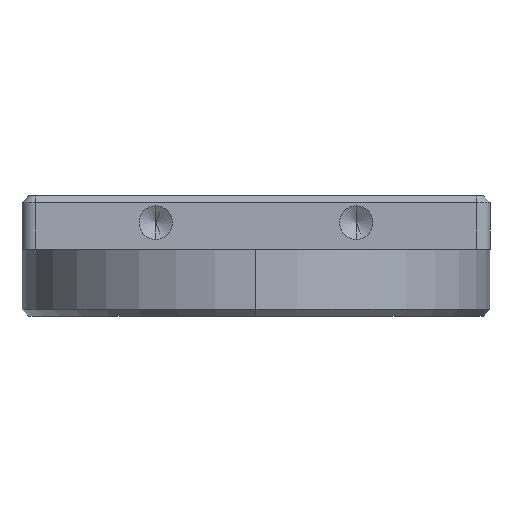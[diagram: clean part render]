
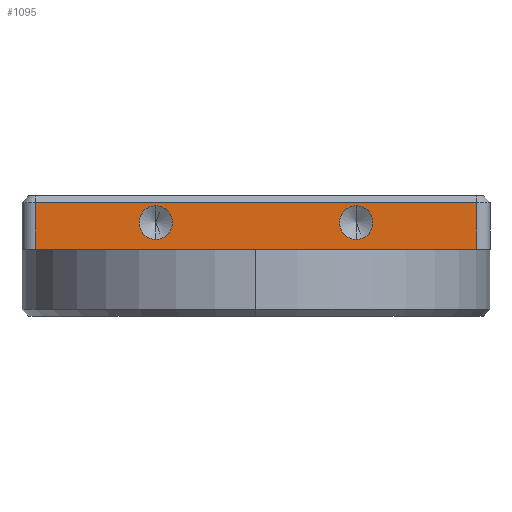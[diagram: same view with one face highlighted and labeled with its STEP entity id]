
A CAD part, left-side view. The second image highlights one B-rep face of the part: STEP entity #1095.
In plain terms, the highlighted planar face has unit normal (-1, 0, 0).
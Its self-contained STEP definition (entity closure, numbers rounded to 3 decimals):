
#3 = EDGE_CURVE ( 'NONE', #1072, #786, #740, .T. ) ;
#23 = EDGE_LOOP ( 'NONE', ( #294, #575, #412, #1089 ) ) ;
#25 = CARTESIAN_POINT ( 'NONE',  ( -35., 7.5, 2. ) ) ;
#48 = CARTESIAN_POINT ( 'NONE',  ( -35., 0., 0. ) ) ;
#50 = AXIS2_PLACEMENT_3D ( 'NONE', #525, #1136, #678 ) ;
#62 = CARTESIAN_POINT ( 'NONE',  ( -35., 7.5, 0.75 ) ) ;
#72 = AXIS2_PLACEMENT_3D ( 'NONE', #923, #100, #1081 ) ;
#98 = DIRECTION ( 'NONE',  ( 1., 0., 0. ) ) ;
#100 = DIRECTION ( 'NONE',  ( -1., 0., 0. ) ) ;
#158 = ORIENTED_EDGE ( 'NONE', *, *, #259, .F. ) ;
#165 = VECTOR ( 'NONE', #1019, 1000. ) ;
#175 = CARTESIAN_POINT ( 'NONE',  ( -35., -16.5, 3.5 ) ) ;
#183 = VERTEX_POINT ( 'NONE', #1134 ) ;
#187 = AXIS2_PLACEMENT_3D ( 'NONE', #25, #1045, #756 ) ;
#195 = ORIENTED_EDGE ( 'NONE', *, *, #3, .F. ) ;
#220 = LINE ( 'NONE', #669, #165 ) ;
#236 = CARTESIAN_POINT ( 'NONE',  ( -35., -7.5, 0.75 ) ) ;
#255 = VERTEX_POINT ( 'NONE', #844 ) ;
#259 = EDGE_CURVE ( 'NONE', #786, #1072, #704, .T. ) ;
#287 = ORIENTED_EDGE ( 'NONE', *, *, #966, .F. ) ;
#293 = EDGE_CURVE ( 'NONE', #498, #183, #220, .T. ) ;
#294 = ORIENTED_EDGE ( 'NONE', *, *, #442, .T. ) ;
#298 = PLANE ( 'NONE',  #378 ) ;
#307 = AXIS2_PLACEMENT_3D ( 'NONE', #448, #825, #983 ) ;
#333 = LINE ( 'NONE', #48, #798 ) ;
#370 = DIRECTION ( 'NONE',  ( 0., 0., 1. ) ) ;
#371 = EDGE_CURVE ( 'NONE', #255, #801, #333, .T. ) ;
#378 = AXIS2_PLACEMENT_3D ( 'NONE', #561, #98, #758 ) ;
#392 = FACE_BOUND ( 'NONE', #590, .T. ) ;
#412 = ORIENTED_EDGE ( 'NONE', *, *, #1077, .T. ) ;
#417 = CARTESIAN_POINT ( 'NONE',  ( -35., -16.5, 0. ) ) ;
#442 = EDGE_CURVE ( 'NONE', #801, #498, #1094, .T. ) ;
#444 = CARTESIAN_POINT ( 'NONE',  ( -35., -7.5, 3.25 ) ) ;
#448 = CARTESIAN_POINT ( 'NONE',  ( -35., -7.5, 2. ) ) ;
#498 = VERTEX_POINT ( 'NONE', #175 ) ;
#525 = CARTESIAN_POINT ( 'NONE',  ( -35., 7.5, 2. ) ) ;
#541 = EDGE_CURVE ( 'NONE', #902, #751, #595, .T. ) ;
#561 = CARTESIAN_POINT ( 'NONE',  ( -35., 0., 4. ) ) ;
#575 = ORIENTED_EDGE ( 'NONE', *, *, #293, .T. ) ;
#590 = EDGE_LOOP ( 'NONE', ( #195, #158 ) ) ;
#595 = CIRCLE ( 'NONE', #72, 1.25 ) ;
#653 = FACE_OUTER_BOUND ( 'NONE', #23, .T. ) ;
#669 = CARTESIAN_POINT ( 'NONE',  ( -35., 16.5, 3.5 ) ) ;
#678 = DIRECTION ( 'NONE',  ( 0., 0., 1. ) ) ;
#689 = DIRECTION ( 'NONE',  ( 0., -1., 0. ) ) ;
#704 = CIRCLE ( 'NONE', #187, 1.25 ) ;
#733 = CARTESIAN_POINT ( 'NONE',  ( -35., -16.5, 4. ) ) ;
#740 = CIRCLE ( 'NONE', #50, 1.25 ) ;
#751 = VERTEX_POINT ( 'NONE', #236 ) ;
#756 = DIRECTION ( 'NONE',  ( 0., 0., 1. ) ) ;
#758 = DIRECTION ( 'NONE',  ( 0., 0., -1. ) ) ;
#782 = VECTOR ( 'NONE', #370, 1000. ) ;
#786 = VERTEX_POINT ( 'NONE', #62 ) ;
#798 = VECTOR ( 'NONE', #689, 1000. ) ;
#801 = VERTEX_POINT ( 'NONE', #417 ) ;
#825 = DIRECTION ( 'NONE',  ( -1., 0., 0. ) ) ;
#836 = CARTESIAN_POINT ( 'NONE',  ( -35., 16.5, 4. ) ) ;
#844 = CARTESIAN_POINT ( 'NONE',  ( -35., 16.5, 0. ) ) ;
#874 = CIRCLE ( 'NONE', #307, 1.25 ) ;
#893 = VECTOR ( 'NONE', #1137, 1000. ) ;
#902 = VERTEX_POINT ( 'NONE', #444 ) ;
#920 = FACE_BOUND ( 'NONE', #1130, .T. ) ;
#923 = CARTESIAN_POINT ( 'NONE',  ( -35., -7.5, 2. ) ) ;
#945 = CARTESIAN_POINT ( 'NONE',  ( -35., 7.5, 3.25 ) ) ;
#946 = ORIENTED_EDGE ( 'NONE', *, *, #541, .F. ) ;
#966 = EDGE_CURVE ( 'NONE', #751, #902, #874, .T. ) ;
#983 = DIRECTION ( 'NONE',  ( 0., 0., 1. ) ) ;
#1019 = DIRECTION ( 'NONE',  ( 0., 1., 0. ) ) ;
#1045 = DIRECTION ( 'NONE',  ( -1., 0., 0. ) ) ;
#1072 = VERTEX_POINT ( 'NONE', #945 ) ;
#1077 = EDGE_CURVE ( 'NONE', #183, #255, #1113, .T. ) ;
#1081 = DIRECTION ( 'NONE',  ( 0., 0., 1. ) ) ;
#1089 = ORIENTED_EDGE ( 'NONE', *, *, #371, .T. ) ;
#1094 = LINE ( 'NONE', #733, #782 ) ;
#1095 = ADVANCED_FACE ( 'NONE', ( #392, #920, #653 ), #298, .F. ) ;
#1113 = LINE ( 'NONE', #836, #893 ) ;
#1130 = EDGE_LOOP ( 'NONE', ( #946, #287 ) ) ;
#1134 = CARTESIAN_POINT ( 'NONE',  ( -35., 16.5, 3.5 ) ) ;
#1136 = DIRECTION ( 'NONE',  ( -1., 0., 0. ) ) ;
#1137 = DIRECTION ( 'NONE',  ( 0., 0., -1. ) ) ;
